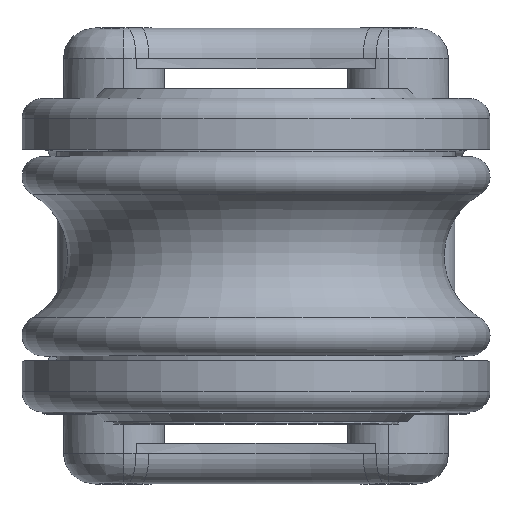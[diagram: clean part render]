
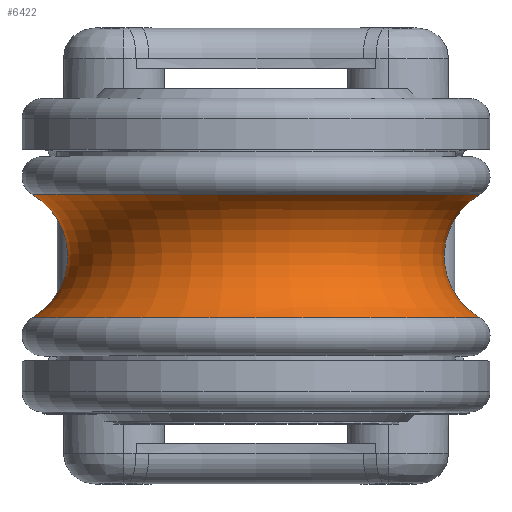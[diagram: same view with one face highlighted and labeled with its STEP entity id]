
A CAD part, top view. The second image highlights one B-rep face of the part: STEP entity #6422.
In plain terms, the highlighted toroidal (fillet/blend) face has major radius 25.5 mm and minor radius 7 mm.
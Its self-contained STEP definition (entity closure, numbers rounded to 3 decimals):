
#151=TOROIDAL_SURFACE('',#6908,25.5,7.);
#498=FACE_BOUND('',#1034,.T.);
#603=FACE_OUTER_BOUND('',#1033,.T.);
#1033=EDGE_LOOP('',(#4475));
#1034=EDGE_LOOP('',(#4476));
#1497=CIRCLE('',#6900,21.999);
#1501=CIRCLE('',#6907,21.999);
#2722=VERTEX_POINT('',#10197);
#2726=VERTEX_POINT('',#10208);
#3405=EDGE_CURVE('',#2722,#2722,#1497,.T.);
#3409=EDGE_CURVE('',#2726,#2726,#1501,.T.);
#4475=ORIENTED_EDGE('',*,*,#3409,.T.);
#4476=ORIENTED_EDGE('',*,*,#3405,.F.);
#6422=ADVANCED_FACE('',(#603,#498),#151,.F.);
#6900=AXIS2_PLACEMENT_3D('',#10198,#7993,#7994);
#6907=AXIS2_PLACEMENT_3D('',#10209,#8007,#8008);
#6908=AXIS2_PLACEMENT_3D('',#10210,#8009,#8010);
#7993=DIRECTION('center_axis',(0.,1.,0.));
#7994=DIRECTION('ref_axis',(1.,0.,0.));
#8007=DIRECTION('center_axis',(0.,1.,0.));
#8008=DIRECTION('ref_axis',(1.,0.,0.));
#8009=DIRECTION('center_axis',(0.,1.,0.));
#8010=DIRECTION('ref_axis',(0.,0.,
1.));
#10197=CARTESIAN_POINT('',(0.,6.061,21.999));
#10198=CARTESIAN_POINT('Origin',(0.,6.061,
0.));
#10208=CARTESIAN_POINT('',(0.,-6.061,21.999));
#10209=CARTESIAN_POINT('Origin',(0.,-6.061,
0.));
#10210=CARTESIAN_POINT('Origin',(0.,0.,
0.));
